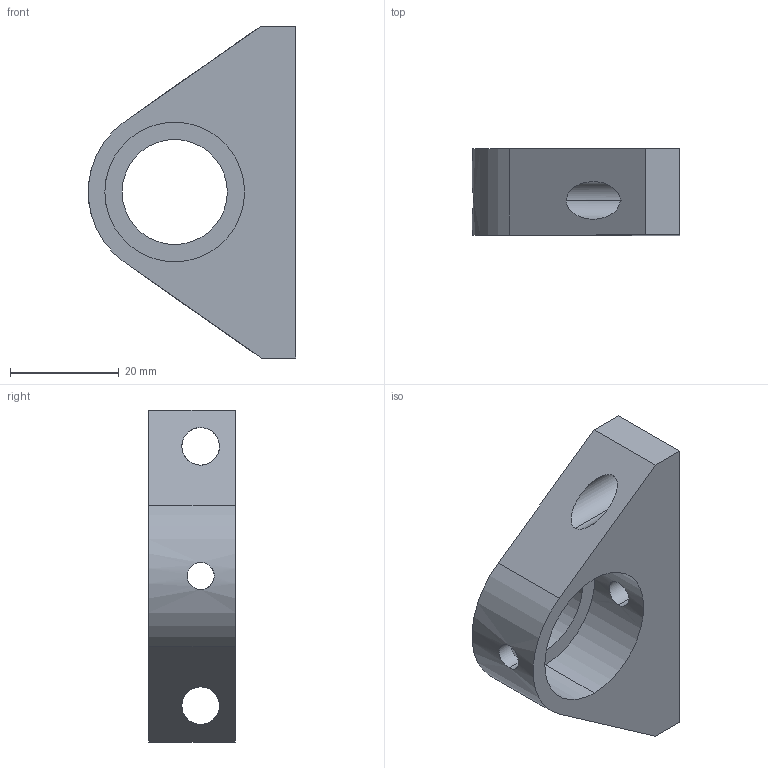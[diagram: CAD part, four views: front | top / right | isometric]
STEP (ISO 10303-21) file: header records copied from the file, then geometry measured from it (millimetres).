
FILE_DESCRIPTION (( 'STEP AP203' ), '1' );
FILE_NAME ('Montura limelight posterior.STEP', '2023-02-28T23:33:35', ( '' ), ( '' ), 'SwSTEP 2.0', 'SolidWorks 2022', '' );
FILE_SCHEMA (( 'CONFIG_CONTROL_DESIGN' ));
Length unit declared in the file: inch
Products named in the file (1): Montura limelight posterior
Bounding box: 38.1 x 15.88 x 60.96 mm (x, y, z)
Volume: 16424.9 mm3; surface area: 7047.6 mm2
Topology: 1 solids, 1 shells, 21 faces, 54 edges, 36 vertices
Faces by surface type: cylinder 13, plane 8
Entity records: 907 total; most frequent: CARTESIAN_POINT 300, ORIENTED_EDGE 108, DIRECTION 104, EDGE_CURVE 54, AXIS2_PLACEMENT_3D 38, VERTEX_POINT 36, EDGE_LOOP 32, VECTOR 28
